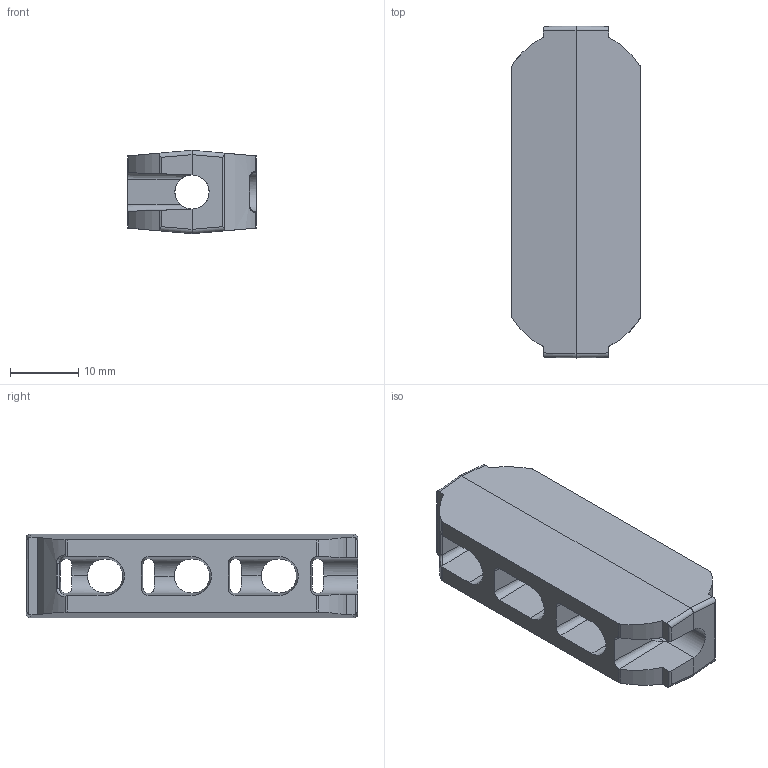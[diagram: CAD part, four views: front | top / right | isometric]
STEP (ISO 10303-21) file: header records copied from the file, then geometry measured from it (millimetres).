
FILE_DESCRIPTION (( 'STEP AP203' ), '1' );
FILE_NAME ('REV-21-2715.STEP', '2023-09-25T17:52:38', ( '' ), ( '' ), 'SwSTEP 2.0', 'SolidWorks 2022', '' );
FILE_SCHEMA (( 'CONFIG_CONTROL_DESIGN' ));
Length unit declared in the file: inch
Products named in the file (1): REV-21-2715
Bounding box: 18.8 x 48.51 x 12.19 mm (x, y, z)
Volume: 6163.3 mm3; surface area: 4447.1 mm2
Topology: 1 solids, 1 shells, 115 faces, 351 edges, 228 vertices
Faces by surface type: cylinder 47, plane 42, cone 22, bspline 4
Entity records: 4488 total; most frequent: CARTESIAN_POINT 1603, ORIENTED_EDGE 702, DIRECTION 451, EDGE_CURVE 351, VERTEX_POINT 228, LINE 179, VECTOR 179, AXIS2_PLACEMENT_3D 136
